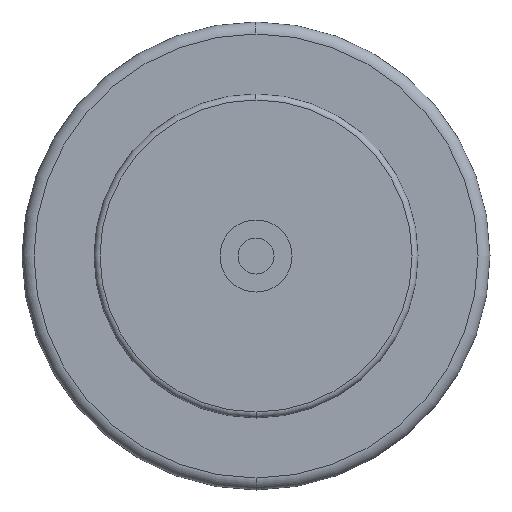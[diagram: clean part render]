
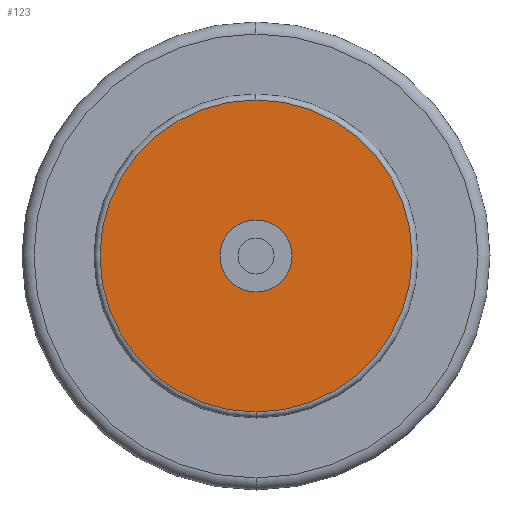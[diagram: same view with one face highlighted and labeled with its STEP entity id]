
A CAD part, left-side view. The second image highlights one B-rep face of the part: STEP entity #123.
In plain terms, the highlighted planar face has unit normal (-1, 0, 0).
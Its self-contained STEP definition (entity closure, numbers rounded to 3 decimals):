
#123=ADVANCED_FACE('',(#235,#236),#237,.T.);
#235=FACE_OUTER_BOUND('',#359,.T.);
#236=FACE_BOUND('',#360,.T.);
#237=PLANE('',#361);
#359=EDGE_LOOP('',(#764,#765,#766));
#360=EDGE_LOOP('',(#767,#768));
#361=AXIS2_PLACEMENT_3D('',#769,#770,#771);
#764=ORIENTED_EDGE('',*,*,#875,.F.);
#765=ORIENTED_EDGE('',*,*,#874,.F.);
#766=ORIENTED_EDGE('',*,*,#979,.F.);
#767=ORIENTED_EDGE('',*,*,#978,.T.);
#768=ORIENTED_EDGE('',*,*,#879,.T.);
#769=CARTESIAN_POINT('',(0.,16.0,0.0));
#770=DIRECTION('',(-1.0,0.,0.0));
#771=DIRECTION('',(0.,-1.0,0.0));
#874=EDGE_CURVE('',#1043,#1046,#1047,.T.);
#875=EDGE_CURVE('',#1046,#1048,#1049,.T.);
#879=EDGE_CURVE('',#1055,#1052,#1056,.T.);
#978=EDGE_CURVE('',#1052,#1055,#1218,.T.);
#979=EDGE_CURVE('',#1048,#1043,#1219,.T.);
#1043=VERTEX_POINT('',#1291);
#1046=VERTEX_POINT('',#1294);
#1047=CIRCLE('',#1295,26.0);
#1048=VERTEX_POINT('',#1296);
#1049=CIRCLE('',#1297,26.0);
#1052=VERTEX_POINT('',#1300);
#1055=VERTEX_POINT('',#1304);
#1056=CIRCLE('',#1305,6.0);
#1218=CIRCLE('',#1782,6.0);
#1219=CIRCLE('',#1783,26.0);
#1291=CARTESIAN_POINT('',(0.,0.,-26.0));
#1294=CARTESIAN_POINT('',(0.,26.0,0.0));
#1295=AXIS2_PLACEMENT_3D('',#1866,#1867,#1868);
#1296=CARTESIAN_POINT('',(0.,0.,26.0));
#1297=AXIS2_PLACEMENT_3D('',#1869,#1870,#1871);
#1300=CARTESIAN_POINT('',(0.,6.0,0.0));
#1304=CARTESIAN_POINT('',(0.,-6.0,0.));
#1305=AXIS2_PLACEMENT_3D('',#1879,#1880,#1881);
#1782=AXIS2_PLACEMENT_3D('',#2050,#2051,#2052);
#1783=AXIS2_PLACEMENT_3D('',#2053,#2054,#2055);
#1866=CARTESIAN_POINT('',(0.,0.0,0.0));
#1867=DIRECTION('',(1.0,0.0,0.0));
#1868=DIRECTION('',(0.0,1.0,0.0));
#1869=CARTESIAN_POINT('',(0.,0.0,0.0));
#1870=DIRECTION('',(1.0,0.0,0.0));
#1871=DIRECTION('',(0.0,1.0,0.0));
#1879=CARTESIAN_POINT('',(0.,0.0,0.0));
#1880=DIRECTION('',(1.0,0.0,0.0));
#1881=DIRECTION('',(0.0,1.0,0.0));
#2050=CARTESIAN_POINT('',(0.,0.0,0.0));
#2051=DIRECTION('',(1.0,0.0,0.0));
#2052=DIRECTION('',(0.0,1.0,0.0));
#2053=CARTESIAN_POINT('',(0.,0.0,0.0));
#2054=DIRECTION('',(1.0,0.0,0.0));
#2055=DIRECTION('',(0.0,1.0,0.0));
